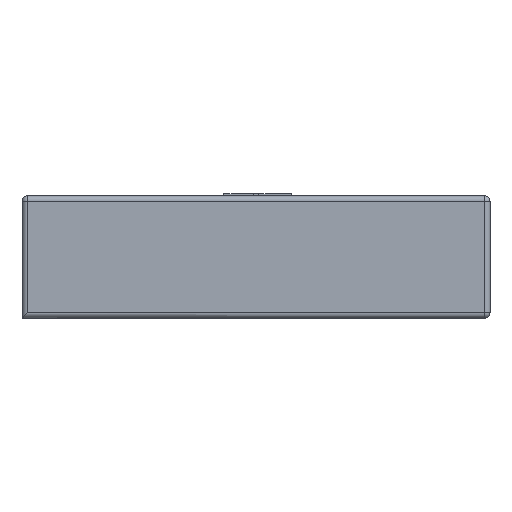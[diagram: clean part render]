
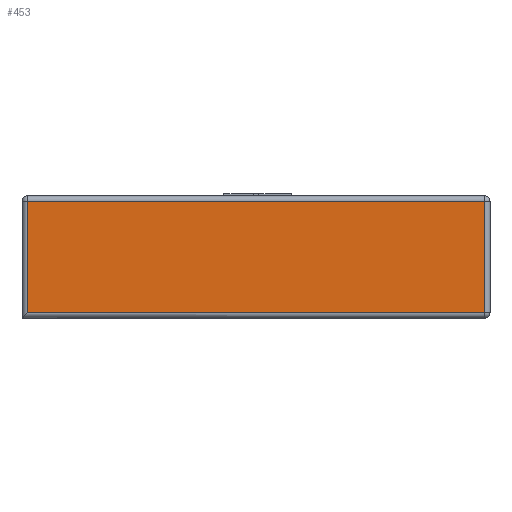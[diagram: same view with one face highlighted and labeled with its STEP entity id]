
A CAD part, left-side view. The second image highlights one B-rep face of the part: STEP entity #453.
In plain terms, the highlighted planar face has unit normal (-1, 0, 0).
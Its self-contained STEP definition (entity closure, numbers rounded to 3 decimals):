
#104 = DIRECTION ( 'NONE',  ( 0., 0., 1. ) ) ;
#176 = ORIENTED_EDGE ( 'NONE', *, *, #980, .T. ) ;
#207 = AXIS2_PLACEMENT_3D ( 'NONE', #1905, #1235, #2095 ) ;
#247 = CARTESIAN_POINT ( 'NONE',  ( -9.3, -8.8, -2.1 ) ) ;
#352 = CARTESIAN_POINT ( 'NONE',  ( -9.3, 8.6, 2.1 ) ) ;
#403 = VERTEX_POINT ( 'NONE', #1737 ) ;
#406 = CARTESIAN_POINT ( 'NONE',  ( -9.3, 8.6, 2.3 ) ) ;
#427 = DIRECTION ( 'NONE',  ( 0., 0., -1. ) ) ;
#452 = VERTEX_POINT ( 'NONE', #352 ) ;
#453 = ADVANCED_FACE ( 'NONE', ( #1055 ), #891, .F. ) ;
#531 = VECTOR ( 'NONE', #928, 1000. ) ;
#565 = VERTEX_POINT ( 'NONE', #1769 ) ;
#582 = CARTESIAN_POINT ( 'NONE',  ( -9.3, -8.6, -2.1 ) ) ;
#608 = LINE ( 'NONE', #1735, #1484 ) ;
#891 = PLANE ( 'NONE',  #207 ) ;
#922 = EDGE_CURVE ( 'NONE', #403, #452, #608, .T. ) ;
#928 = DIRECTION ( 'NONE',  ( 0., -1., 0. ) ) ;
#956 = ORIENTED_EDGE ( 'NONE', *, *, #1282, .T. ) ;
#959 = CARTESIAN_POINT ( 'NONE',  ( -9.3, -8.6, 2.3 ) ) ;
#980 = EDGE_CURVE ( 'NONE', #565, #1943, #1746, .T. ) ;
#1055 = FACE_OUTER_BOUND ( 'NONE', #1280, .T. ) ;
#1192 = LINE ( 'NONE', #406, #1535 ) ;
#1207 = EDGE_CURVE ( 'NONE', #452, #565, #1192, .T. ) ;
#1235 = DIRECTION ( 'NONE',  ( 1., 0., 0. ) ) ;
#1280 = EDGE_LOOP ( 'NONE', ( #1302, #176, #956, #1526 ) ) ;
#1282 = EDGE_CURVE ( 'NONE', #1943, #403, #2143, .T. ) ;
#1302 = ORIENTED_EDGE ( 'NONE', *, *, #1207, .T. ) ;
#1484 = VECTOR ( 'NONE', #1740, 1000. ) ;
#1526 = ORIENTED_EDGE ( 'NONE', *, *, #922, .T. ) ;
#1535 = VECTOR ( 'NONE', #427, 1000. ) ;
#1735 = CARTESIAN_POINT ( 'NONE',  ( -9.3, -8.8, 2.1 ) ) ;
#1737 = CARTESIAN_POINT ( 'NONE',  ( -9.3, -8.6, 2.1 ) ) ;
#1740 = DIRECTION ( 'NONE',  ( 0., 1., 0. ) ) ;
#1746 = LINE ( 'NONE', #247, #531 ) ;
#1769 = CARTESIAN_POINT ( 'NONE',  ( -9.3, 8.6, -2.1 ) ) ;
#1905 = CARTESIAN_POINT ( 'NONE',  ( -9.3, -8.8, 2.3 ) ) ;
#1943 = VERTEX_POINT ( 'NONE', #582 ) ;
#1956 = VECTOR ( 'NONE', #104, 1000. ) ;
#2095 = DIRECTION ( 'NONE',  ( 0., 0., -1. ) ) ;
#2143 = LINE ( 'NONE', #959, #1956 ) ;
